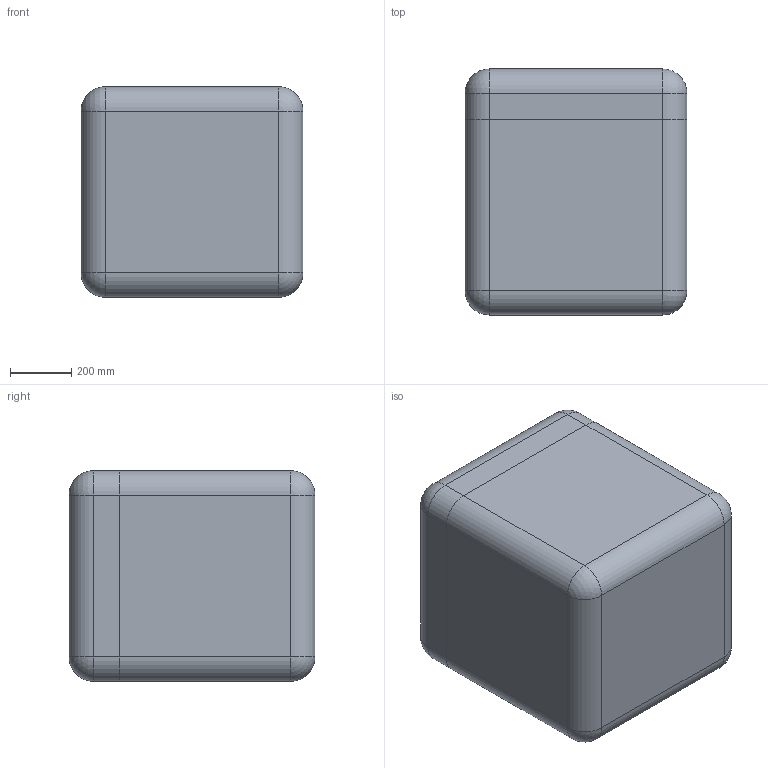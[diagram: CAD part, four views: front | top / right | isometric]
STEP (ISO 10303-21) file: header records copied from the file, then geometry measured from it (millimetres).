
FILE_DESCRIPTION (( 'STEP AP214' ), '1' );
FILE_NAME ('Êîíòåéíåð ÀÄÌÈÐÀË®ÏÐÎÔÅÑÑÈÎÍÀËÜÍÛÅ 293_óïðîùåííàÿ 3D-ìîäåëü.STEP', '2025-09-15T10:06:40', ( '' ), ( '' ), 'SwSTEP 2.0', 'SolidWorks 2021', '' );
FILE_SCHEMA (( 'AUTOMOTIVE_DESIGN' ));
Length unit declared in the file: millimetre
Products named in the file (3): Êîíòåéíåð ÀÄÌÈÐÀË®ÏÐÎÔÅÑÑÈÎÍÀËÜÍÛÅ 293_óïðîùåííàÿ 3D-ìîäåëü; Base 293; Lid 69(óïð)
Assembly tree (2 placements, depth 2):
  Êîíòåéíåð ÀÄÌÈÐÀË®ÏÐÎÔÅÑÑÈÎÍÀËÜÍÛÅ 293_óïðîùåííàÿ 3D-ìîäåëü
    Base 293
    Lid 69(óïð)
Bounding box: 727.36 x 805.99 x 690.7 mm (x, y, z)
Volume: 137491176.2 mm3; surface area: 6553245.2 mm2
Topology: 2 solids, 2 shells, 1238 faces, 3056 edges, 1768 vertices
Faces by surface type: cylinder 528, bspline 288, plane 254, torus 124, cone 24, sphere 20
Entity records: 58773 total; most frequent: CARTESIAN_POINT 31466, ORIENTED_EDGE 5984, DIRECTION 5470, EDGE_CURVE 2992, AXIS2_PLACEMENT_3D 2139, VERTEX_POINT 1768, EDGE_LOOP 1252, FACE_OUTER_BOUND 1238
